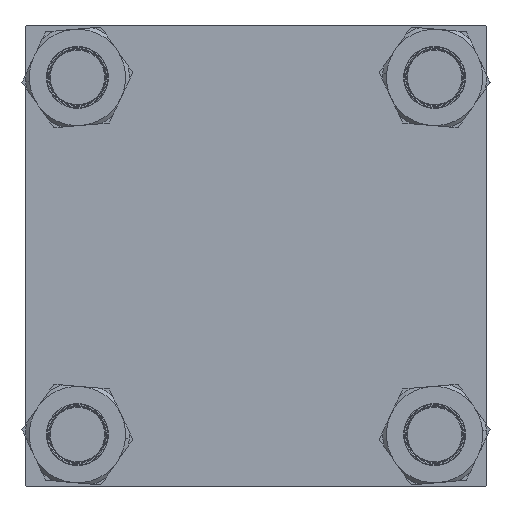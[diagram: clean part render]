
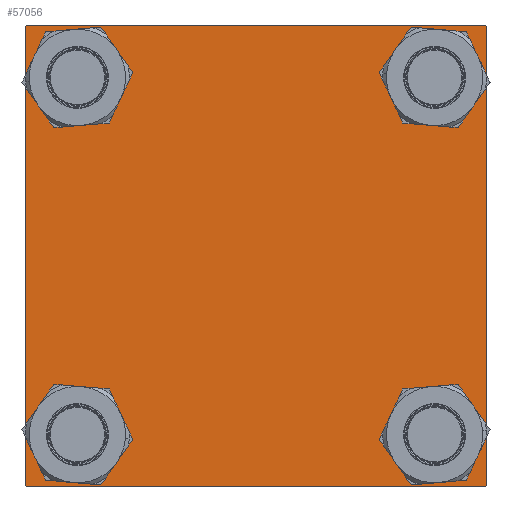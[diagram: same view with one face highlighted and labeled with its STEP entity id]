
A CAD part, left-side view. The second image highlights one B-rep face of the part: STEP entity #57056.
In plain terms, the highlighted planar face has unit normal (-1, 0, 0).
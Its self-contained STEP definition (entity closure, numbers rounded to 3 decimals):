
#362 = CARTESIAN_POINT ( 'NONE',  ( 0., 95.1, 95.1 ) ) ;
#506 = DIRECTION ( 'NONE',  ( 1., 0., 0. ) ) ;
#1017 = ORIENTED_EDGE ( 'NONE', *, *, #30008, .T. ) ;
#1261 = FACE_BOUND ( 'NONE', #32318, .T. ) ;
#1392 = ORIENTED_EDGE ( 'NONE', *, *, #9512, .F. ) ;
#2319 = VERTEX_POINT ( 'NONE', #13637 ) ;
#2552 = VECTOR ( 'NONE', #51668, 1000. ) ;
#2802 = VERTEX_POINT ( 'NONE', #52876 ) ;
#4114 = DIRECTION ( 'NONE',  ( 0., 0.707, 0.707 ) ) ;
#4123 = CARTESIAN_POINT ( 'NONE',  ( 0., -95.1, -79.6 ) ) ;
#4173 = ORIENTED_EDGE ( 'NONE', *, *, #51878, .T. ) ;
#4260 = CARTESIAN_POINT ( 'NONE',  ( 0., -95.1, -95.1 ) ) ;
#4301 = CIRCLE ( 'NONE', #45059, 15.5 ) ;
#4992 = DIRECTION ( 'NONE',  ( 1., 0., 0. ) ) ;
#5377 = VERTEX_POINT ( 'NONE', #4123 ) ;
#5555 = DIRECTION ( 'NONE',  ( 0., 0., 1. ) ) ;
#5580 = AXIS2_PLACEMENT_3D ( 'NONE', #362, #27367, #13704 ) ;
#6648 = VECTOR ( 'NONE', #4114, 1000. ) ;
#7039 = DIRECTION ( 'NONE',  ( 1., 0., 0. ) ) ;
#7252 = VERTEX_POINT ( 'NONE', #32656 ) ;
#8491 = CARTESIAN_POINT ( 'NONE',  ( 0., 95.1, 95.1 ) ) ;
#8587 = DIRECTION ( 'NONE',  ( 0., -0.707, -0.707 ) ) ;
#8811 = CARTESIAN_POINT ( 'NONE',  ( 0., 95.1, 110.6 ) ) ;
#9472 = LINE ( 'NONE', #18435, #31583 ) ;
#9512 = EDGE_CURVE ( 'NONE', #36765, #31568, #19200, .T. ) ;
#9972 = PLANE ( 'NONE',  #51232 ) ;
#10792 = LINE ( 'NONE', #50505, #56271 ) ;
#11258 = ORIENTED_EDGE ( 'NONE', *, *, #22271, .T. ) ;
#11675 = ORIENTED_EDGE ( 'NONE', *, *, #52517, .T. ) ;
#11750 = CARTESIAN_POINT ( 'NONE',  ( 0., 122.5, -122. ) ) ;
#12690 = CARTESIAN_POINT ( 'NONE',  ( 0., -122., 122.5 ) ) ;
#13236 = CARTESIAN_POINT ( 'NONE',  ( 0., 95.1, -79.6 ) ) ;
#13317 = CARTESIAN_POINT ( 'NONE',  ( 0., -95.1, 79.6 ) ) ;
#13571 = AXIS2_PLACEMENT_3D ( 'NONE', #8491, #4992, #40101 ) ;
#13637 = CARTESIAN_POINT ( 'NONE',  ( 0., -95.1, 110.6 ) ) ;
#13686 = EDGE_CURVE ( 'NONE', #33908, #22833, #33013, .T. ) ;
#13704 = DIRECTION ( 'NONE',  ( 0., 0., 1. ) ) ;
#13765 = EDGE_CURVE ( 'NONE', #29280, #37941, #4301, .T. ) ;
#14827 = CARTESIAN_POINT ( 'NONE',  ( 0., 95.1, -95.1 ) ) ;
#16000 = DIRECTION ( 'NONE',  ( 1., 0., 0. ) ) ;
#16303 = DIRECTION ( 'NONE',  ( 0., 0., 1. ) ) ;
#16348 = ORIENTED_EDGE ( 'NONE', *, *, #19791, .T. ) ;
#16775 = ORIENTED_EDGE ( 'NONE', *, *, #13686, .T. ) ;
#17734 = CARTESIAN_POINT ( 'NONE',  ( 0., -122.25, 122.25 ) ) ;
#17775 = AXIS2_PLACEMENT_3D ( 'NONE', #4260, #49191, #52419 ) ;
#17851 = EDGE_CURVE ( 'NONE', #7252, #24345, #22865, .T. ) ;
#18435 = CARTESIAN_POINT ( 'NONE',  ( 0., -122.25, -122.25 ) ) ;
#19122 = CARTESIAN_POINT ( 'NONE',  ( 0., 95.1, -110.6 ) ) ;
#19200 = LINE ( 'NONE', #28493, #56070 ) ;
#19791 = EDGE_CURVE ( 'NONE', #36765, #31908, #10792, .T. ) ;
#20930 = CARTESIAN_POINT ( 'NONE',  ( 0., 122.5, 122.5 ) ) ;
#21515 = CIRCLE ( 'NONE', #54853, 15.5 ) ;
#22144 = CIRCLE ( 'NONE', #26797, 15.5 ) ;
#22271 = EDGE_CURVE ( 'NONE', #31908, #30686, #55450, .T. ) ;
#22833 = VERTEX_POINT ( 'NONE', #8811 ) ;
#22865 = LINE ( 'NONE', #53898, #24680 ) ;
#23005 = CARTESIAN_POINT ( 'NONE',  ( 0., 122.5, -122.5 ) ) ;
#23324 = CARTESIAN_POINT ( 'NONE',  ( 0., 0., 0. ) ) ;
#23438 = AXIS2_PLACEMENT_3D ( 'NONE', #55752, #16000, #51389 ) ;
#24132 = DIRECTION ( 'NONE',  ( 0., -1., 0. ) ) ;
#24345 = VERTEX_POINT ( 'NONE', #57408 ) ;
#24680 = VECTOR ( 'NONE', #35922, 1000. ) ;
#25084 = ORIENTED_EDGE ( 'NONE', *, *, #17851, .F. ) ;
#25959 = EDGE_CURVE ( 'NONE', #39211, #2319, #22144, .T. ) ;
#26049 = ORIENTED_EDGE ( 'NONE', *, *, #39897, .T. ) ;
#26420 = ORIENTED_EDGE ( 'NONE', *, *, #55062, .T. ) ;
#26797 = AXIS2_PLACEMENT_3D ( 'NONE', #54174, #506, #54464 ) ;
#27367 = DIRECTION ( 'NONE',  ( 1., 0., 0. ) ) ;
#27823 = VERTEX_POINT ( 'NONE', #28263 ) ;
#28263 = CARTESIAN_POINT ( 'NONE',  ( 0., 122., -122.5 ) ) ;
#28493 = CARTESIAN_POINT ( 'NONE',  ( 0., 122.5, 122.5 ) ) ;
#28494 = DIRECTION ( 'NONE',  ( 0., 0.707, -0.707 ) ) ;
#29280 = VERTEX_POINT ( 'NONE', #19122 ) ;
#29770 = LINE ( 'NONE', #30059, #46608 ) ;
#30008 = EDGE_CURVE ( 'NONE', #22833, #33908, #48177, .T. ) ;
#30059 = CARTESIAN_POINT ( 'NONE',  ( 0., 122.25, -122.25 ) ) ;
#30686 = VERTEX_POINT ( 'NONE', #11750 ) ;
#31020 = EDGE_LOOP ( 'NONE', ( #26049, #46632 ) ) ;
#31568 = VERTEX_POINT ( 'NONE', #12690 ) ;
#31583 = VECTOR ( 'NONE', #36150, 1000. ) ;
#31661 = CIRCLE ( 'NONE', #49232, 15.5 ) ;
#31908 = VERTEX_POINT ( 'NONE', #36019 ) ;
#32025 = FACE_BOUND ( 'NONE', #40436, .T. ) ;
#32318 = EDGE_LOOP ( 'NONE', ( #33368, #52458 ) ) ;
#32588 = CARTESIAN_POINT ( 'NONE',  ( 0., -95.1, -110.6 ) ) ;
#32656 = CARTESIAN_POINT ( 'NONE',  ( 0., -122.5, 122. ) ) ;
#33013 = CIRCLE ( 'NONE', #13571, 15.5 ) ;
#33368 = ORIENTED_EDGE ( 'NONE', *, *, #52375, .T. ) ;
#33611 = CIRCLE ( 'NONE', #17775, 15.5 ) ;
#33908 = VERTEX_POINT ( 'NONE', #35291 ) ;
#35125 = ORIENTED_EDGE ( 'NONE', *, *, #56221, .T. ) ;
#35156 = LINE ( 'NONE', #17734, #6648 ) ;
#35291 = CARTESIAN_POINT ( 'NONE',  ( 0., 95.1, 79.6 ) ) ;
#35922 = DIRECTION ( 'NONE',  ( 0., 0., -1. ) ) ;
#36019 = CARTESIAN_POINT ( 'NONE',  ( 0., 122.5, 122. ) ) ;
#36150 = DIRECTION ( 'NONE',  ( 0., -0.707, 0.707 ) ) ;
#36403 = ORIENTED_EDGE ( 'NONE', *, *, #46107, .T. ) ;
#36765 = VERTEX_POINT ( 'NONE', #46177 ) ;
#37941 = VERTEX_POINT ( 'NONE', #13236 ) ;
#38372 = CARTESIAN_POINT ( 'NONE',  ( 0., -95.1, 95.1 ) ) ;
#39211 = VERTEX_POINT ( 'NONE', #13317 ) ;
#39897 = EDGE_CURVE ( 'NONE', #37941, #29280, #21515, .T. ) ;
#40101 = DIRECTION ( 'NONE',  ( 0., 0., 1. ) ) ;
#40163 = DIRECTION ( 'NONE',  ( 0., 0., 1. ) ) ;
#40436 = EDGE_LOOP ( 'NONE', ( #4173, #26420 ) ) ;
#40728 = DIRECTION ( 'NONE',  ( 1., 0., 0. ) ) ;
#41014 = DIRECTION ( 'NONE',  ( -1., 0., 0. ) ) ;
#41303 = FACE_OUTER_BOUND ( 'NONE', #54643, .T. ) ;
#42686 = EDGE_LOOP ( 'NONE', ( #1017, #16775 ) ) ;
#43791 = CIRCLE ( 'NONE', #23438, 15.5 ) ;
#45059 = AXIS2_PLACEMENT_3D ( 'NONE', #14827, #49645, #5555 ) ;
#45355 = FACE_BOUND ( 'NONE', #42686, .T. ) ;
#46107 = EDGE_CURVE ( 'NONE', #2802, #24345, #9472, .T. ) ;
#46177 = CARTESIAN_POINT ( 'NONE',  ( 0., 122., 122.5 ) ) ;
#46608 = VECTOR ( 'NONE', #8587, 1000. ) ;
#46632 = ORIENTED_EDGE ( 'NONE', *, *, #13765, .T. ) ;
#48177 = CIRCLE ( 'NONE', #5580, 15.5 ) ;
#49191 = DIRECTION ( 'NONE',  ( 1., 0., 0. ) ) ;
#49232 = AXIS2_PLACEMENT_3D ( 'NONE', #38372, #7039, #16303 ) ;
#49645 = DIRECTION ( 'NONE',  ( 1., 0., 0. ) ) ;
#49703 = FACE_BOUND ( 'NONE', #31020, .T. ) ;
#50505 = CARTESIAN_POINT ( 'NONE',  ( 0., 122.25, 122.25 ) ) ;
#51232 = AXIS2_PLACEMENT_3D ( 'NONE', #23324, #41014, #54357 ) ;
#51389 = DIRECTION ( 'NONE',  ( 0., 0., 1. ) ) ;
#51398 = VERTEX_POINT ( 'NONE', #32588 ) ;
#51668 = DIRECTION ( 'NONE',  ( 0., 0., -1. ) ) ;
#51878 = EDGE_CURVE ( 'NONE', #5377, #51398, #33611, .T. ) ;
#52375 = EDGE_CURVE ( 'NONE', #2319, #39211, #31661, .T. ) ;
#52419 = DIRECTION ( 'NONE',  ( 0., 0., 1. ) ) ;
#52458 = ORIENTED_EDGE ( 'NONE', *, *, #25959, .T. ) ;
#52517 = EDGE_CURVE ( 'NONE', #7252, #31568, #35156, .T. ) ;
#52876 = CARTESIAN_POINT ( 'NONE',  ( 0., -122., -122.5 ) ) ;
#52879 = DIRECTION ( 'NONE',  ( 0., -1., 0. ) ) ;
#53464 = LINE ( 'NONE', #23005, #54942 ) ;
#53898 = CARTESIAN_POINT ( 'NONE',  ( 0., -122.5, 122.5 ) ) ;
#54174 = CARTESIAN_POINT ( 'NONE',  ( 0., -95.1, 95.1 ) ) ;
#54357 = DIRECTION ( 'NONE',  ( 0., 0., 1. ) ) ;
#54363 = CARTESIAN_POINT ( 'NONE',  ( 0., 95.1, -95.1 ) ) ;
#54464 = DIRECTION ( 'NONE',  ( 0., 0., 1. ) ) ;
#54643 = EDGE_LOOP ( 'NONE', ( #11258, #35125, #56514, #36403, #25084, #11675, #1392, #16348 ) ) ;
#54850 = EDGE_CURVE ( 'NONE', #27823, #2802, #53464, .T. ) ;
#54853 = AXIS2_PLACEMENT_3D ( 'NONE', #54363, #40728, #40163 ) ;
#54942 = VECTOR ( 'NONE', #52879, 1000. ) ;
#55062 = EDGE_CURVE ( 'NONE', #51398, #5377, #43791, .T. ) ;
#55450 = LINE ( 'NONE', #20930, #2552 ) ;
#55752 = CARTESIAN_POINT ( 'NONE',  ( 0., -95.1, -95.1 ) ) ;
#56070 = VECTOR ( 'NONE', #24132, 1000. ) ;
#56221 = EDGE_CURVE ( 'NONE', #30686, #27823, #29770, .T. ) ;
#56271 = VECTOR ( 'NONE', #28494, 1000. ) ;
#56514 = ORIENTED_EDGE ( 'NONE', *, *, #54850, .T. ) ;
#57056 = ADVANCED_FACE ( 'NONE', ( #1261, #32025, #49703, #45355, #41303 ), #9972, .T. ) ;
#57408 = CARTESIAN_POINT ( 'NONE',  ( 0., -122.5, -122. ) ) ;
